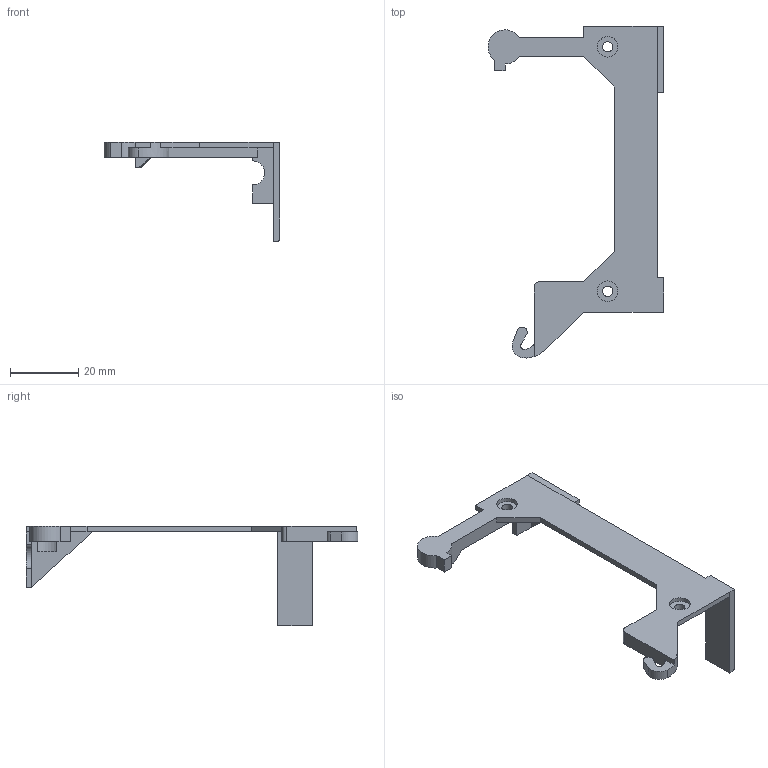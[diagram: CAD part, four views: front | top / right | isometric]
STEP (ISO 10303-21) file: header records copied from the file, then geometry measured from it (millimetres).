
FILE_DESCRIPTION(('FreeCAD Model'),'2;1');
FILE_NAME('Open CASCADE Shape Model','2025-12-01T23:30:22',(''),(''), 'Open CASCADE STEP processor 7.8','FreeCAD','Unknown');
FILE_SCHEMA(('AUTOMOTIVE_DESIGN { 1 0 10303 214 1 1 1 1 }'));
Length unit declared in the file: millimetre
Products named in the file (1): Mount_Right
Bounding box: 51.49 x 97.14 x 29 mm (x, y, z)
Volume: 5240.1 mm3; surface area: 6160.5 mm2
Topology: 1 solids, 1 shells, 65 faces, 173 edges, 113 vertices
Faces by surface type: plane 46, cylinder 18, cone 1
Full cylindrical faces by diameter (mm): 3 x2, 6 x3
Entity records: 2042 total; most frequent: CARTESIAN_POINT 352, DIRECTION 346, ORIENTED_EDGE 346, EDGE_CURVE 173, LINE 132, VECTOR 132, VERTEX_POINT 113, AXIS2_PLACEMENT_3D 107
